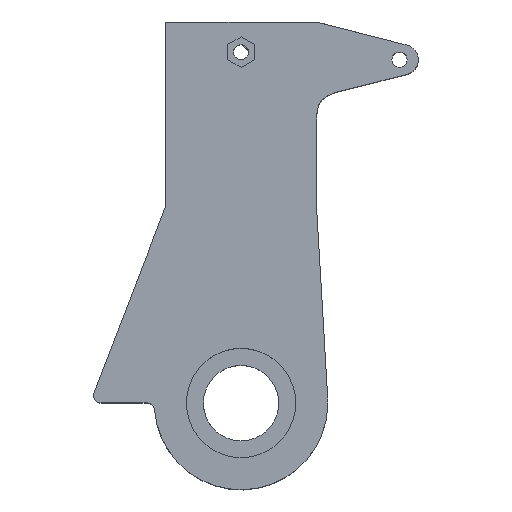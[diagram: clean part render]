
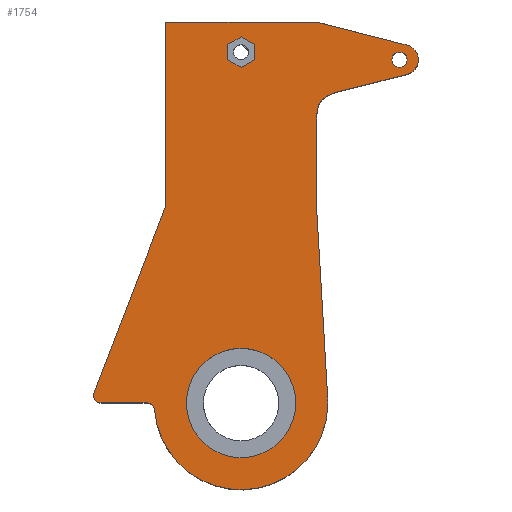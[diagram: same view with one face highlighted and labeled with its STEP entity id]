
A CAD part, top view. The second image highlights one B-rep face of the part: STEP entity #1754.
In plain terms, the highlighted planar face has unit normal (0, 0, 1).
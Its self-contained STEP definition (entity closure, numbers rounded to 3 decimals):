
#20=(
BOUNDED_CURVE()
B_SPLINE_CURVE(2,(#3255,#3256,#3257),.UNSPECIFIED.,.F.,.F.)
B_SPLINE_CURVE_WITH_KNOTS((3,3),(0.,1.053),.UNSPECIFIED.)
CURVE()
GEOMETRIC_REPRESENTATION_ITEM()
RATIONAL_B_SPLINE_CURVE((1.,1.399,1.))
REPRESENTATION_ITEM('')
);
#59=PLANE('',#1905);
#99=FACE_BOUND('',#341,.T.);
#100=FACE_BOUND('',#342,.T.);
#101=FACE_BOUND('',#343,.T.);
#144=CIRCLE('',#1897,2.);
#145=CIRCLE('',#1899,4.);
#147=CIRCLE('',#1904,8.);
#148=CIRCLE('',#1906,23.);
#149=CIRCLE('',#1907,5.);
#150=CIRCLE('',#1908,2.);
#151=CIRCLE('',#1909,2.);
#152=CIRCLE('',#1910,23.);
#153=CIRCLE('',#1911,5.);
#154=CIRCLE('',#1912,14.5);
#227=FACE_OUTER_BOUND('',#340,.T.);
#340=EDGE_LOOP('',(#1464,#1465,#1466,#1467,#1468,#1469,#1470,#1471,#1472,
#1473,#1474,#1475,#1476,#1477,#1478,#1479,#1480));
#341=EDGE_LOOP('',(#1481));
#342=EDGE_LOOP('',(#1482,#1483,#1484,#1485,#1486,#1487));
#343=EDGE_LOOP('',(#1488));
#495=LINE('',#3214,#655);
#508=LINE('',#3246,#668);
#511=LINE('',#3260,#671);
#513=LINE('',#3271,#673);
#514=LINE('',#3273,#674);
#515=LINE('',#3275,#675);
#516=LINE('',#3279,#676);
#517=LINE('',#3283,#677);
#518=LINE('',#3291,#678);
#519=LINE('',#3293,#679);
#520=LINE('',#3295,#680);
#521=LINE('',#3297,#681);
#522=LINE('',#3299,#682);
#523=LINE('',#3300,#683);
#655=VECTOR('',#2230,10.);
#668=VECTOR('',#2255,10.);
#671=VECTOR('',#2260,10.);
#673=VECTOR('',#2272,10.);
#674=VECTOR('',#2273,10.);
#675=VECTOR('',#2274,10.);
#676=VECTOR('',#2277,10.);
#677=VECTOR('',#2280,10.);
#678=VECTOR('',#2287,10.);
#679=VECTOR('',#2288,10.);
#680=VECTOR('',#2289,10.);
#681=VECTOR('',#2290,10.);
#682=VECTOR('',#2291,10.);
#683=VECTOR('',#2292,10.);
#831=VERTEX_POINT('',#3211);
#832=VERTEX_POINT('',#3213);
#842=VERTEX_POINT('',#3235);
#843=VERTEX_POINT('',#3239);
#844=VERTEX_POINT('',#3240);
#845=VERTEX_POINT('',#3245);
#846=VERTEX_POINT('',#3254);
#848=VERTEX_POINT('',#3264);
#849=VERTEX_POINT('',#3268);
#850=VERTEX_POINT('',#3269);
#851=VERTEX_POINT('',#3272);
#852=VERTEX_POINT('',#3274);
#853=VERTEX_POINT('',#3276);
#854=VERTEX_POINT('',#3278);
#855=VERTEX_POINT('',#3280);
#856=VERTEX_POINT('',#3282);
#857=VERTEX_POINT('',#3284);
#858=VERTEX_POINT('',#3286);
#859=VERTEX_POINT('',#3289);
#860=VERTEX_POINT('',#3290);
#861=VERTEX_POINT('',#3292);
#862=VERTEX_POINT('',#3294);
#863=VERTEX_POINT('',#3296);
#864=VERTEX_POINT('',#3298);
#865=VERTEX_POINT('',#3301);
#1045=EDGE_CURVE('',#831,#832,#495,.T.);
#1057=EDGE_CURVE('',#842,#842,#144,.T.);
#1058=EDGE_CURVE('',#843,#844,#145,.T.);
#1061=EDGE_CURVE('',#845,#844,#508,.T.);
#1063=EDGE_CURVE('',#831,#846,#20,.T.);
#1065=EDGE_CURVE('',#843,#846,#511,.T.);
#1067=EDGE_CURVE('',#832,#848,#147,.T.);
#1069=EDGE_CURVE('',#849,#850,#148,.T.);
#1070=EDGE_CURVE('',#850,#848,#513,.T.);
#1071=EDGE_CURVE('',#851,#845,#514,.T.);
#1072=EDGE_CURVE('',#852,#851,#515,.T.);
#1073=EDGE_CURVE('',#853,#852,#149,.T.);
#1074=EDGE_CURVE('',#854,#853,#516,.T.);
#1075=EDGE_CURVE('',#855,#854,#150,.T.);
#1076=EDGE_CURVE('',#856,#855,#517,.T.);
#1077=EDGE_CURVE('',#857,#856,#151,.T.);
#1078=EDGE_CURVE('',#858,#857,#152,.T.);
#1079=EDGE_CURVE('',#849,#858,#153,.T.);
#1080=EDGE_CURVE('',#859,#860,#518,.T.);
#1081=EDGE_CURVE('',#860,#861,#519,.T.);
#1082=EDGE_CURVE('',#861,#862,#520,.T.);
#1083=EDGE_CURVE('',#862,#863,#521,.T.);
#1084=EDGE_CURVE('',#863,#864,#522,.T.);
#1085=EDGE_CURVE('',#864,#859,#523,.T.);
#1086=EDGE_CURVE('',#865,#865,#154,.T.);
#1464=ORIENTED_EDGE('',*,*,#1069,.T.);
#1465=ORIENTED_EDGE('',*,*,#1070,.T.);
#1466=ORIENTED_EDGE('',*,*,#1067,.F.);
#1467=ORIENTED_EDGE('',*,*,#1045,.F.);
#1468=ORIENTED_EDGE('',*,*,#1063,.T.);
#1469=ORIENTED_EDGE('',*,*,#1065,.F.);
#1470=ORIENTED_EDGE('',*,*,#1058,.T.);
#1471=ORIENTED_EDGE('',*,*,#1061,.F.);
#1472=ORIENTED_EDGE('',*,*,#1071,.F.);
#1473=ORIENTED_EDGE('',*,*,#1072,.F.);
#1474=ORIENTED_EDGE('',*,*,#1073,.F.);
#1475=ORIENTED_EDGE('',*,*,#1074,.F.);
#1476=ORIENTED_EDGE('',*,*,#1075,.F.);
#1477=ORIENTED_EDGE('',*,*,#1076,.F.);
#1478=ORIENTED_EDGE('',*,*,#1077,.F.);
#1479=ORIENTED_EDGE('',*,*,#1078,.F.);
#1480=ORIENTED_EDGE('',*,*,#1079,.F.);
#1481=ORIENTED_EDGE('',*,*,#1057,.F.);
#1482=ORIENTED_EDGE('',*,*,#1080,.T.);
#1483=ORIENTED_EDGE('',*,*,#1081,.T.);
#1484=ORIENTED_EDGE('',*,*,#1082,.T.);
#1485=ORIENTED_EDGE('',*,*,#1083,.T.);
#1486=ORIENTED_EDGE('',*,*,#1084,.T.);
#1487=ORIENTED_EDGE('',*,*,#1085,.T.);
#1488=ORIENTED_EDGE('',*,*,#1086,.F.);
#1754=ADVANCED_FACE('',(#227,#99,#100,#101),#59,.T.);
#1897=AXIS2_PLACEMENT_3D('',#3237,#2245,#2246);
#1899=AXIS2_PLACEMENT_3D('',#3241,#2249,#2250);
#1904=AXIS2_PLACEMENT_3D('',#3265,#2265,#2266);
#1905=AXIS2_PLACEMENT_3D('',#3267,#2268,#2269);
#1906=AXIS2_PLACEMENT_3D('',#3270,#2270,#2271);
#1907=AXIS2_PLACEMENT_3D('',#3277,#2275,#2276);
#1908=AXIS2_PLACEMENT_3D('',#3281,#2278,#2279);
#1909=AXIS2_PLACEMENT_3D('',#3285,#2281,#2282);
#1910=AXIS2_PLACEMENT_3D('',#3287,#2283,#2284);
#1911=AXIS2_PLACEMENT_3D('',#3288,#2285,#2286);
#1912=AXIS2_PLACEMENT_3D('',#3302,#2293,#2294);
#2230=DIRECTION('',(0.,-1.,0.));
#2245=DIRECTION('center_axis',(0.,0.,1.));
#2246=DIRECTION('ref_axis',(1.,0.,0.));
#2249=DIRECTION('center_axis',(0.,0.,1.));
#2250=DIRECTION('ref_axis',(0.247,-0.969,0.));
#2255=DIRECTION('',(0.969,-0.247,0.));
#2260=DIRECTION('',(-0.969,-0.247,0.));
#2265=DIRECTION('center_axis',(0.,0.,1.));
#2266=DIRECTION('ref_axis',(-1.,-0.029,0.));
#2268=DIRECTION('center_axis',(0.,0.,1.));
#2269=DIRECTION('ref_axis',(1.,0.,0.));
#2270=DIRECTION('center_axis',(0.,0.,1.));
#2271=DIRECTION('ref_axis',(0.999,-0.032,0.));
#2272=DIRECTION('',(-0.058,0.998,0.));
#2273=DIRECTION('',(1.,0.,0.));
#2274=DIRECTION('',(0.,1.,0.));
#2275=DIRECTION('center_axis',(0.,0.,1.));
#2276=DIRECTION('ref_axis',(0.983,-0.182,0.));
#2277=DIRECTION('',(0.358,0.934,0.));
#2278=DIRECTION('center_axis',(0.,0.,-1.));
#2279=DIRECTION('ref_axis',(-0.824,-0.566,0.));
#2280=DIRECTION('',(-1.,0.,0.));
#2281=DIRECTION('center_axis',(0.,0.,1.));
#2282=DIRECTION('ref_axis',(0.678,0.735,0.));
#2283=DIRECTION('center_axis',(0.,0.,-1.));
#2284=DIRECTION('ref_axis',(0.212,0.977,0.));
#2285=DIRECTION('center_axis',(0.,0.,1.));
#2286=DIRECTION('ref_axis',(-0.982,0.19,0.));
#2287=DIRECTION('',(-0.866,0.5,0.));
#2288=DIRECTION('',(0.,1.,0.));
#2289=DIRECTION('',(0.866,0.5,0.));
#2290=DIRECTION('',(0.866,-0.5,0.));
#2291=DIRECTION('',(0.,-1.,0.));
#2292=DIRECTION('',(-0.866,-0.5,0.));
#2293=DIRECTION('center_axis',(0.,0.,1.));
#2294=DIRECTION('ref_axis',(0.,1.,0.));
#3211=CARTESIAN_POINT('',(20.,75.,52.5));
#3213=CARTESIAN_POINT('',(20.,52.315,52.5));
#3214=CARTESIAN_POINT('',(20.,29.318,52.5));
#3235=CARTESIAN_POINT('',(40.,91.,52.5));
#3237=CARTESIAN_POINT('Origin',(42.,91.,52.5));
#3239=CARTESIAN_POINT('',(43.989,87.124,52.5));
#3240=CARTESIAN_POINT('',(43.989,94.876,52.5));
#3241=CARTESIAN_POINT('Origin',(43.,91.,52.5));
#3245=CARTESIAN_POINT('',(20.,101.,52.5));
#3246=CARTESIAN_POINT('',(20.,101.,52.5));
#3254=CARTESIAN_POINT('',(25.951,82.519,52.5));
#3255=CARTESIAN_POINT('Ctrl Pts',(20.,75.,52.5));
#3256=CARTESIAN_POINT('Ctrl Pts',(20.,81.,52.5));
#3257=CARTESIAN_POINT('Ctrl Pts',(25.951,82.519,52.5));
#3260=CARTESIAN_POINT('',(43.989,87.124,52.5));
#3264=CARTESIAN_POINT('',(20.014,51.849,52.5));
#3265=CARTESIAN_POINT('Origin',(28.,52.315,52.5));
#3267=CARTESIAN_POINT('Origin',(0.,6.555,52.5));
#3268=CARTESIAN_POINT('',(22.989,-0.729,52.5));
#3269=CARTESIAN_POINT('',(22.961,1.34,52.5));
#3270=CARTESIAN_POINT('Origin',(0.,0.,52.5));
#3271=CARTESIAN_POINT('',(22.77,4.606,52.5));
#3272=CARTESIAN_POINT('',(-20.,101.,52.5));
#3273=CARTESIAN_POINT('',(10.,101.,52.5));
#3274=CARTESIAN_POINT('',(-20.,53.009,52.5));
#3275=CARTESIAN_POINT('',(-20.,40.777,52.5));
#3276=CARTESIAN_POINT('',(-20.332,51.217,52.5));
#3277=CARTESIAN_POINT('Origin',(-25.,53.009,52.5));
#3278=CARTESIAN_POINT('',(-38.957,2.717,52.5));
#3279=CARTESIAN_POINT('',(-40.,0.,52.5));
#3280=CARTESIAN_POINT('',(-37.09,0.,52.5));
#3281=CARTESIAN_POINT('Origin',(-37.09,2.,52.5));
#3282=CARTESIAN_POINT('',(-24.92,0.,52.5));
#3283=CARTESIAN_POINT('',(-23.,0.,52.5));
#3284=CARTESIAN_POINT('',(-22.926,-1.84,52.5));
#3285=CARTESIAN_POINT('Origin',(-24.92,-2.,52.5));
#3286=CARTESIAN_POINT('',(22.987,-0.759,52.5));
#3287=CARTESIAN_POINT('Origin',(0.,0.,52.5));
#3288=CARTESIAN_POINT('Origin',(27.985,-0.923,52.5));
#3289=CARTESIAN_POINT('',(0.,88.959,52.5));
#3290=CARTESIAN_POINT('',(-3.5,90.979,52.5));
#3291=CARTESIAN_POINT('',(17.841,78.658,52.5));
#3292=CARTESIAN_POINT('',(-3.5,95.021,52.5));
#3293=CARTESIAN_POINT('',(-3.5,48.767,52.5));
#3294=CARTESIAN_POINT('',(0.,97.041,52.5));
#3295=CARTESIAN_POINT('',(-21.341,84.72,52.5));
#3296=CARTESIAN_POINT('',(3.5,95.021,52.5));
#3297=CARTESIAN_POINT('',(19.591,85.731,52.5));
#3298=CARTESIAN_POINT('',(3.5,90.979,52.5));
#3299=CARTESIAN_POINT('',(3.5,50.788,52.5));
#3300=CARTESIAN_POINT('',(-16.091,79.668,52.5));
#3301=CARTESIAN_POINT('',(0.,-14.5,52.5));
#3302=CARTESIAN_POINT('Origin',(0.,0.,
52.5));
